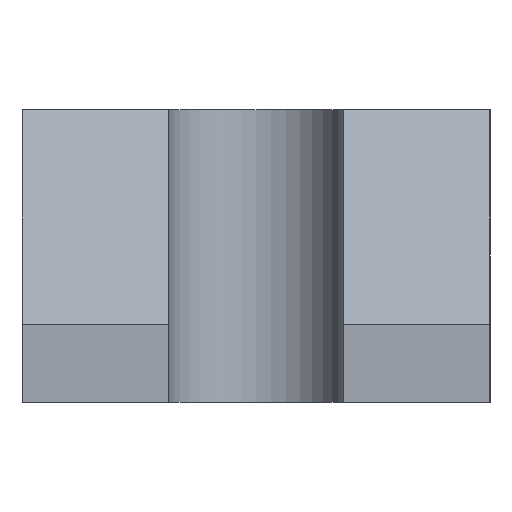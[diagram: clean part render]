
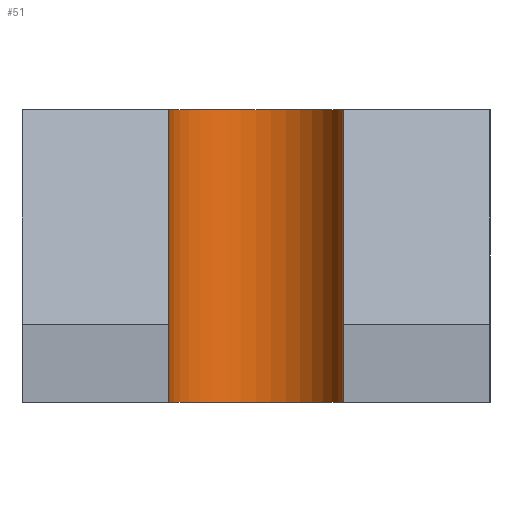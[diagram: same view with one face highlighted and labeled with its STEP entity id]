
A CAD part, left-side view. The second image highlights one B-rep face of the part: STEP entity #51.
In plain terms, the highlighted cylindrical face has radius 9 mm (diameter 18 mm), a partial arc.
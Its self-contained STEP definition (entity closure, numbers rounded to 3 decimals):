
#51=ADVANCED_FACE('',(#100),#101,.F.);
#100=FACE_OUTER_BOUND('',#144,.T.);
#101=CYLINDRICAL_SURFACE('',#145,9.0);
#144=EDGE_LOOP('',(#220,#221,#222,#223));
#145=AXIS2_PLACEMENT_3D('',#224,#225,#226);
#220=ORIENTED_EDGE('',*,*,#300,.T.);
#221=ORIENTED_EDGE('',*,*,#293,.F.);
#222=ORIENTED_EDGE('',*,*,#301,.T.);
#223=ORIENTED_EDGE('',*,*,#282,.T.);
#224=CARTESIAN_POINT('',(176.0,0.,30.0));
#225=DIRECTION('',(0.0,0.0,-1.0));
#226=DIRECTION('',(0.0,-1.0,0.0));
#282=EDGE_CURVE('',#335,#333,#336,.T.);
#293=EDGE_CURVE('',#349,#351,#352,.T.);
#300=EDGE_CURVE('',#333,#351,#361,.T.);
#301=EDGE_CURVE('',#349,#335,#362,.T.);
#333=VERTEX_POINT('',#405);
#335=VERTEX_POINT('',#408);
#336=LINE('',#409,#410);
#349=VERTEX_POINT('',#429);
#351=VERTEX_POINT('',#432);
#352=LINE('',#433,#434);
#361=CIRCLE('',#447,9.0);
#362=CIRCLE('',#448,9.0);
#405=CARTESIAN_POINT('',(176.0,9.,0.0));
#408=CARTESIAN_POINT('',(176.0,9.,30.0));
#409=CARTESIAN_POINT('',(176.0,9.,30.0));
#410=VECTOR('',#474,1.0);
#429=CARTESIAN_POINT('',(176.0,-9.,30.0));
#432=CARTESIAN_POINT('',(176.0,-9.,0.0));
#433=CARTESIAN_POINT('',(176.0,-9.,30.0));
#434=VECTOR('',#482,1.0);
#447=AXIS2_PLACEMENT_3D('',#487,#488,#489);
#448=AXIS2_PLACEMENT_3D('',#490,#491,#492);
#474=DIRECTION('',(0.0,0.0,-1.0));
#482=DIRECTION('',(0.0,0.0,-1.0));
#487=CARTESIAN_POINT('',(176.0,0.,0.0));
#488=DIRECTION('',(0.0,0.0,-1.0));
#489=DIRECTION('',(0.0,-1.0,0.0));
#490=CARTESIAN_POINT('',(176.0,0.,30.0));
#491=DIRECTION('',(0.0,0.0,1.0));
#492=DIRECTION('',(0.0,-1.0,0.0));
